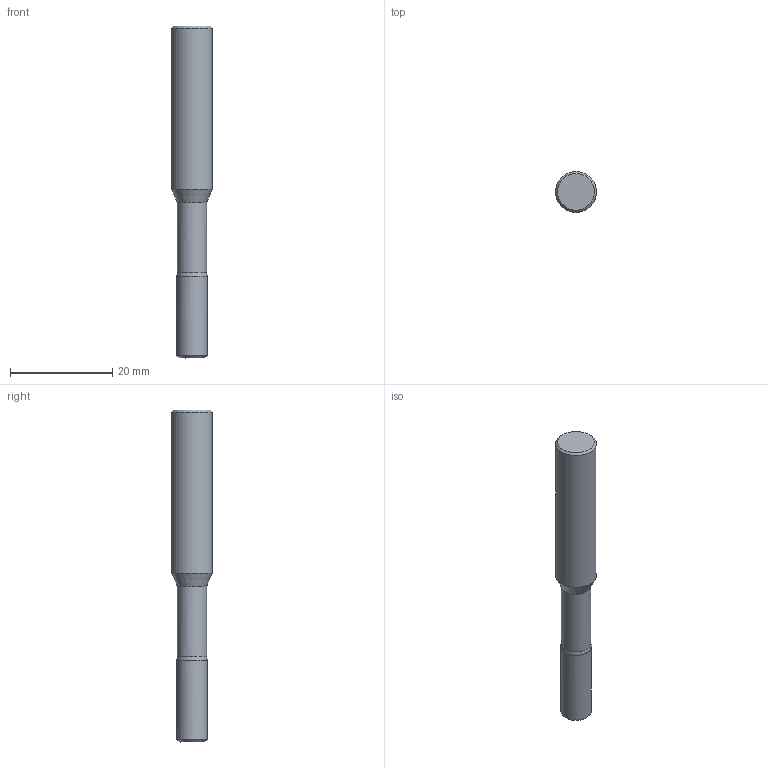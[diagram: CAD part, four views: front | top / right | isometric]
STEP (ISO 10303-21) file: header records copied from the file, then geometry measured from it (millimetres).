
FILE_DESCRIPTION(/* description */ (''),/* implementation_level */ '2;1');
FILE_NAME(/* name */ 'N5BS-5.99H7-EB45_Detailed.stp',/* time_stamp */ '2024-09-06T16:38:33+05:00',/* author */ (''),/* organization */ (''),/* preprocessor_version */ 'ST-DEVELOPER v18.102',/* originating_system */ 'SIEMENS PLM Software NX2206.8101',/* authorisation */ '');
FILE_SCHEMA (('AUTOMOTIVE_DESIGN { 1 0 10303 214 3 1 1 1 }'));
Length unit declared in the file: millimetre
Products named in the file (1): N5BS-5.99H7-EB45,RX2000_step_objects
Bounding box: 8 x 8 x 65 mm (x, y, z)
Volume: 2524.1 mm3; surface area: 1549.1 mm2
Topology: 2 solids, 2 shells, 12 faces, 24 edges, 20 vertices
Faces by surface type: plane 4, cone 3, cylinder 3, revolution 2
Full cylindrical faces by diameter (mm): 5.735 x1, 5.99 x1, 8 x1
Entity records: 483 total; most frequent: CARTESIAN_POINT 210, DIRECTION 46, AXIS2_PLACEMENT_3D 21, EDGE_LOOP 20, ORIENTED_EDGE 20, FACE_BOUND 16, ADVANCED_FACE 12, VERTEX_POINT 10
